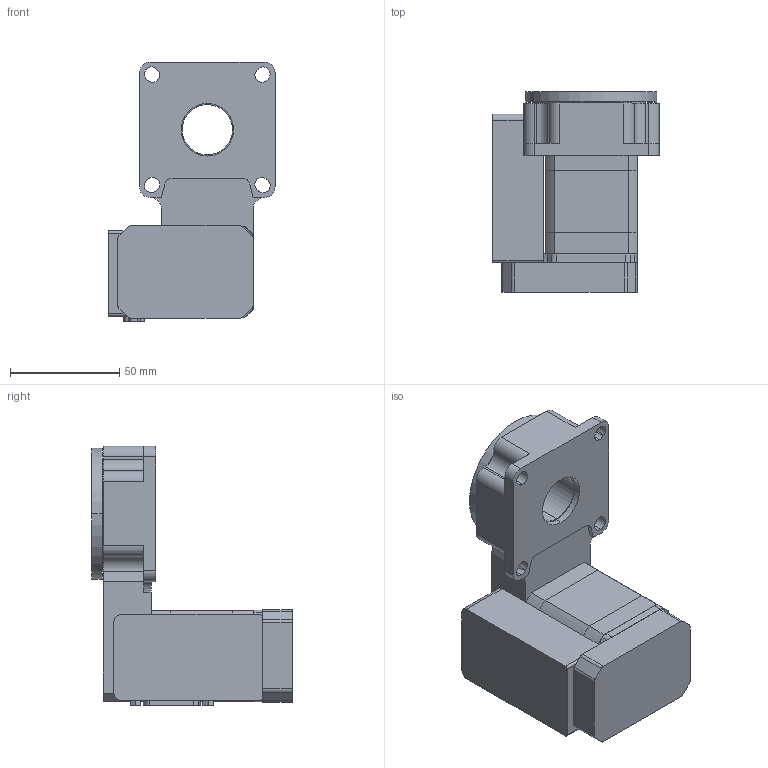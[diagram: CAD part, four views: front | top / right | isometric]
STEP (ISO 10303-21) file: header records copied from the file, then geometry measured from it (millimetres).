
FILE_DESCRIPTION (( 'STEP AP203' ), '1' );
FILE_NAME ('RSB60xD-E01T3A.step', '2023-06-02T22:04:52', ( '' ), ( '' ), 'SwSTEP 2.0', 'SolidWorks 2019', '' );
FILE_SCHEMA (( 'CONFIG_CONTROL_DESIGN' ));
Length unit declared in the file: millimetre
Products named in the file (4): NMS17_motor^RSB60_RSB60-E01T3A; RSW60_top^RSB60_RSW60; RSB60_base^RSB60; RSB60xD-E01T3A
Assembly tree (3 placements, depth 2):
  RSB60xD-E01T3A
    RSB60_base^RSB60
    RSW60_top^RSB60_RSW60
    NMS17_motor^RSB60_RSB60-E01T3A
Bounding box: 76 x 91.71 x 118.89 mm (x, y, z)
Volume: 316109 mm3; surface area: 80483.1 mm2
Topology: 15 solids, 15 shells, 391 faces, 944 edges, 626 vertices
Faces by surface type: plane 193, cylinder 190, torus 8
Entity records: 11998 total; most frequent: DIRECTION 2136, CARTESIAN_POINT 1967, ORIENTED_EDGE 1888, EDGE_CURVE 944, AXIS2_PLACEMENT_3D 795, VERTEX_POINT 626, LINE 546, VECTOR 546
